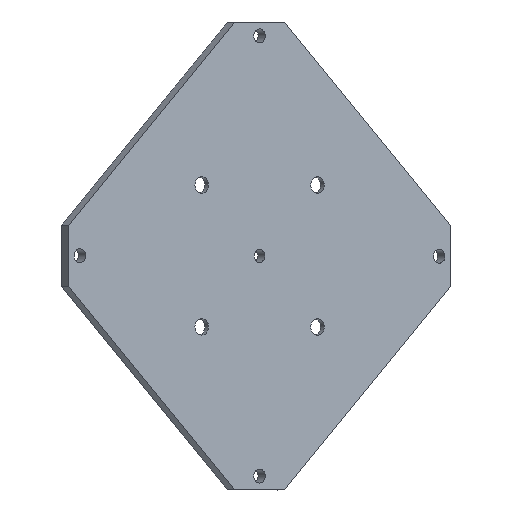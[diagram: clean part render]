
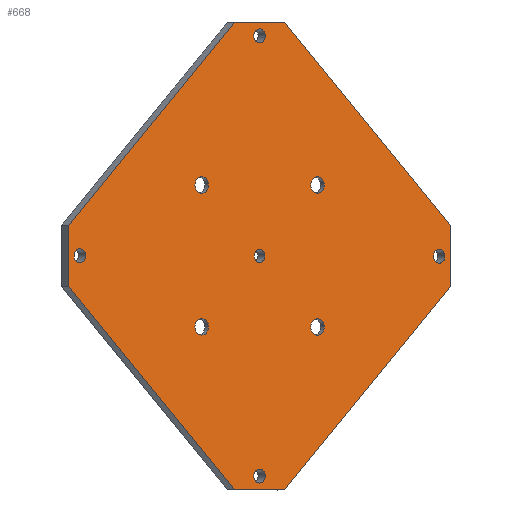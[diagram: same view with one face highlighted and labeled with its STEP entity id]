
A CAD part, top view. The second image highlights one B-rep face of the part: STEP entity #668.
In plain terms, the highlighted planar face has unit normal (0.577, 0, 0.817).
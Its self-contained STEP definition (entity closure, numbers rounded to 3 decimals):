
#70=CARTESIAN_POINT('',(6.351,59.397,-4.491));
#71=VERTEX_POINT('',#70);
#78=CARTESIAN_POINT('',(48.498,7.778,-34.293));
#79=VERTEX_POINT('',#78);
#80=CARTESIAN_POINT('',(6.351,59.397,-4.491));
#81=DIRECTION('',(0.577,-0.707,-0.408));
#82=VECTOR('',#81,73.);
#83=LINE('',#80,#82);
#84=EDGE_CURVE('',#71,#79,#83,.T.);
#110=CARTESIAN_POINT('',(48.498,-7.778,-34.293));
#111=VERTEX_POINT('',#110);
#118=CARTESIAN_POINT('',(6.351,-59.397,-4.491));
#119=VERTEX_POINT('',#118);
#120=CARTESIAN_POINT('',(48.498,-7.778,-34.293));
#121=DIRECTION('',(-0.577,-0.707,0.408));
#122=VECTOR('',#121,73.);
#123=LINE('',#120,#122);
#124=EDGE_CURVE('',#111,#119,#123,.T.);
#140=CARTESIAN_POINT('',(-6.351,-59.397,4.49));
#141=VERTEX_POINT('',#140);
#142=CARTESIAN_POINT('',(-48.498,-7.778,34.292));
#143=VERTEX_POINT('',#142);
#144=CARTESIAN_POINT('',(-6.351,-59.397,4.49));
#145=DIRECTION('',(-0.577,0.707,0.408));
#146=VECTOR('',#145,73.);
#147=LINE('',#144,#146);
#148=EDGE_CURVE('',#141,#143,#147,.T.);
#180=CARTESIAN_POINT('',(1.027,-54.604,-0.726));
#181=VERTEX_POINT('',#180);
#190=CARTESIAN_POINT('',(-1.452,-55.861,1.026));
#191=VERTEX_POINT('',#190);
#192=CARTESIAN_POINT('',(0.,-55.861,0.));
#193=DIRECTION('',(-0.577,0.,-0.817));
#194=DIRECTION('',(-0.817,0.,0.577));
#195=AXIS2_PLACEMENT_3D('',#192,#193,#194);
#196=CIRCLE('',#195,1.778);
#197=EDGE_CURVE('',#191,#181,#196,.T.);
#199=CARTESIAN_POINT('',(0.,-55.861,0.));
#200=DIRECTION('',(-0.577,0.,-0.817));
#201=DIRECTION('',(-0.817,0.,0.577));
#202=AXIS2_PLACEMENT_3D('',#199,#200,#201);
#203=CIRCLE('',#202,1.778);
#204=EDGE_CURVE('',#181,#191,#203,.T.);
#231=CARTESIAN_POINT('',(-44.584,1.257,31.525));
#232=VERTEX_POINT('',#231);
#241=CARTESIAN_POINT('',(-47.063,0.,33.277));
#242=VERTEX_POINT('',#241);
#243=CARTESIAN_POINT('',(-45.611,0.,32.251));
#244=DIRECTION('',(-0.577,0.,-0.817));
#245=DIRECTION('',(-0.817,0.,0.577));
#246=AXIS2_PLACEMENT_3D('',#243,#244,#245);
#247=CIRCLE('',#246,1.778);
#248=EDGE_CURVE('',#242,#232,#247,.T.);
#250=CARTESIAN_POINT('',(-45.611,0.,32.251));
#251=DIRECTION('',(-0.577,0.,-0.817));
#252=DIRECTION('',(-0.817,0.,0.577));
#253=AXIS2_PLACEMENT_3D('',#250,#251,#252);
#254=CIRCLE('',#253,1.778);
#255=EDGE_CURVE('',#232,#242,#254,.T.);
#282=CARTESIAN_POINT('',(1.027,57.119,-0.726));
#283=VERTEX_POINT('',#282);
#292=CARTESIAN_POINT('',(-1.452,55.861,1.026));
#293=VERTEX_POINT('',#292);
#294=CARTESIAN_POINT('',(0.,55.861,0.));
#295=DIRECTION('',(-0.577,0.,-0.817));
#296=DIRECTION('',(-0.817,0.,0.577));
#297=AXIS2_PLACEMENT_3D('',#294,#295,#296);
#298=CIRCLE('',#297,1.778);
#299=EDGE_CURVE('',#293,#283,#298,.T.);
#301=CARTESIAN_POINT('',(0.,55.861,0.));
#302=DIRECTION('',(-0.577,0.,-0.817));
#303=DIRECTION('',(-0.817,0.,0.577));
#304=AXIS2_PLACEMENT_3D('',#301,#302,#303);
#305=CIRCLE('',#304,1.778);
#306=EDGE_CURVE('',#283,#293,#305,.T.);
#333=CARTESIAN_POINT('',(46.637,1.257,-32.978));
#334=VERTEX_POINT('',#333);
#343=CARTESIAN_POINT('',(44.159,-0.,-31.225));
#344=VERTEX_POINT('',#343);
#345=CARTESIAN_POINT('',(45.611,-0.,-32.252));
#346=DIRECTION('',(-0.577,0.,-0.817));
#347=DIRECTION('',(-0.817,0.,0.577));
#348=AXIS2_PLACEMENT_3D('',#345,#346,#347);
#349=CIRCLE('',#348,1.778);
#350=EDGE_CURVE('',#344,#334,#349,.T.);
#352=CARTESIAN_POINT('',(45.611,-0.,-32.252));
#353=DIRECTION('',(-0.577,0.,-0.817));
#354=DIRECTION('',(-0.817,0.,0.577));
#355=AXIS2_PLACEMENT_3D('',#352,#353,#354);
#356=CIRCLE('',#355,1.778);
#357=EDGE_CURVE('',#334,#344,#356,.T.);
#394=CARTESIAN_POINT('',(-48.498,7.778,34.292));
#395=VERTEX_POINT('',#394);
#402=CARTESIAN_POINT('',(-6.351,59.397,4.49));
#403=VERTEX_POINT('',#402);
#404=CARTESIAN_POINT('',(-48.498,7.778,34.292));
#405=DIRECTION('',(0.577,0.707,-0.408));
#406=VECTOR('',#405,73.);
#407=LINE('',#404,#406);
#408=EDGE_CURVE('',#395,#403,#407,.T.);
#526=CARTESIAN_POINT('',(0.,-0.,0.));
#527=DIRECTION('',(-0.577,0.,-0.817));
#528=DIRECTION('',(-0.577,-0.707,0.408));
#529=AXIS2_PLACEMENT_3D('',#526,#527,#528);
#530=PLANE('',#529);
#531=CARTESIAN_POINT('',(-1.327,-0.,0.938));
#532=VERTEX_POINT('',#531);
#533=CARTESIAN_POINT('',(0.,-0.,0.));
#534=DIRECTION('',(-0.577,0.,-0.817));
#535=DIRECTION('',(-0.817,0.,0.577));
#536=AXIS2_PLACEMENT_3D('',#533,#534,#535);
#537=CIRCLE('',#536,1.626);
#538=EDGE_CURVE('',#532,#532,#537,.T.);
#539=ORIENTED_EDGE('',*,*,#538,.T.);
#540=EDGE_LOOP('',(#539));
#541=FACE_BOUND('',#540,.T.);
#542=CARTESIAN_POINT('',(-12.976,18.,9.175));
#543=VERTEX_POINT('',#542);
#544=CARTESIAN_POINT('',(-16.418,18.,11.609));
#545=VERTEX_POINT('',#544);
#546=CARTESIAN_POINT('',(-14.697,18.,10.392));
#547=DIRECTION('',(0.577,-0.,0.817));
#548=DIRECTION('',(-0.817,0.,0.577));
#549=AXIS2_PLACEMENT_3D('',#546,#547,#548);
#550=CIRCLE('',#549,2.108);
#551=EDGE_CURVE('',#543,#545,#550,.T.);
#552=ORIENTED_EDGE('',*,*,#551,.F.);
#553=CARTESIAN_POINT('',(-14.697,18.,10.392));
#554=DIRECTION('',(0.577,-0.,0.817));
#555=DIRECTION('',(-0.817,0.,0.577));
#556=AXIS2_PLACEMENT_3D('',#553,#554,#555);
#557=CIRCLE('',#556,2.108);
#558=EDGE_CURVE('',#545,#543,#557,.T.);
#559=ORIENTED_EDGE('',*,*,#558,.F.);
#560=EDGE_LOOP('',(#552,#559));
#561=FACE_BOUND('',#560,.T.);
#562=CARTESIAN_POINT('',(-12.976,-18.,9.175));
#563=VERTEX_POINT('',#562);
#564=CARTESIAN_POINT('',(-16.418,-18.,11.609));
#565=VERTEX_POINT('',#564);
#566=CARTESIAN_POINT('',(-14.697,-18.,10.392));
#567=DIRECTION('',(0.577,-0.,0.817));
#568=DIRECTION('',(-0.817,0.,0.577));
#569=AXIS2_PLACEMENT_3D('',#566,#567,#568);
#570=CIRCLE('',#569,2.108);
#571=EDGE_CURVE('',#563,#565,#570,.T.);
#572=ORIENTED_EDGE('',*,*,#571,.F.);
#573=CARTESIAN_POINT('',(-14.697,-18.,10.392));
#574=DIRECTION('',(0.577,-0.,0.817));
#575=DIRECTION('',(-0.817,0.,0.577));
#576=AXIS2_PLACEMENT_3D('',#573,#574,#575);
#577=CIRCLE('',#576,2.108);
#578=EDGE_CURVE('',#565,#563,#577,.T.);
#579=ORIENTED_EDGE('',*,*,#578,.F.);
#580=EDGE_LOOP('',(#572,#579));
#581=FACE_BOUND('',#580,.T.);
#582=CARTESIAN_POINT('',(16.418,18.,-11.61));
#583=VERTEX_POINT('',#582);
#584=CARTESIAN_POINT('',(12.976,18.,-9.175));
#585=VERTEX_POINT('',#584);
#586=CARTESIAN_POINT('',(14.697,18.,-10.393));
#587=DIRECTION('',(0.577,-0.,0.817));
#588=DIRECTION('',(-0.817,0.,0.577));
#589=AXIS2_PLACEMENT_3D('',#586,#587,#588);
#590=CIRCLE('',#589,2.108);
#591=EDGE_CURVE('',#583,#585,#590,.T.);
#592=ORIENTED_EDGE('',*,*,#591,.F.);
#593=CARTESIAN_POINT('',(14.697,18.,-10.393));
#594=DIRECTION('',(0.577,-0.,0.817));
#595=DIRECTION('',(-0.817,0.,0.577));
#596=AXIS2_PLACEMENT_3D('',#593,#594,#595);
#597=CIRCLE('',#596,2.108);
#598=EDGE_CURVE('',#585,#583,#597,.T.);
#599=ORIENTED_EDGE('',*,*,#598,.F.);
#600=EDGE_LOOP('',(#592,#599));
#601=FACE_BOUND('',#600,.T.);
#602=CARTESIAN_POINT('',(16.418,-18.,-11.61));
#603=VERTEX_POINT('',#602);
#604=CARTESIAN_POINT('',(12.976,-18.,-9.175));
#605=VERTEX_POINT('',#604);
#606=CARTESIAN_POINT('',(14.697,-18.,-10.393));
#607=DIRECTION('',(0.577,-0.,0.817));
#608=DIRECTION('',(-0.817,0.,0.577));
#609=AXIS2_PLACEMENT_3D('',#606,#607,#608);
#610=CIRCLE('',#609,2.108);
#611=EDGE_CURVE('',#603,#605,#610,.T.);
#612=ORIENTED_EDGE('',*,*,#611,.F.);
#613=CARTESIAN_POINT('',(14.697,-18.,-10.393));
#614=DIRECTION('',(0.577,-0.,0.817));
#615=DIRECTION('',(-0.817,0.,0.577));
#616=AXIS2_PLACEMENT_3D('',#613,#614,#615);
#617=CIRCLE('',#616,2.108);
#618=EDGE_CURVE('',#605,#603,#617,.T.);
#619=ORIENTED_EDGE('',*,*,#618,.F.);
#620=EDGE_LOOP('',(#612,#619));
#621=FACE_BOUND('',#620,.T.);
#622=ORIENTED_EDGE('',*,*,#350,.T.);
#623=ORIENTED_EDGE('',*,*,#357,.T.);
#624=EDGE_LOOP('',(#622,#623));
#625=FACE_BOUND('',#624,.T.);
#626=ORIENTED_EDGE('',*,*,#299,.T.);
#627=ORIENTED_EDGE('',*,*,#306,.T.);
#628=EDGE_LOOP('',(#626,#627));
#629=FACE_BOUND('',#628,.T.);
#630=ORIENTED_EDGE('',*,*,#248,.T.);
#631=ORIENTED_EDGE('',*,*,#255,.T.);
#632=EDGE_LOOP('',(#630,#631));
#633=FACE_BOUND('',#632,.T.);
#634=ORIENTED_EDGE('',*,*,#197,.T.);
#635=ORIENTED_EDGE('',*,*,#204,.T.);
#636=EDGE_LOOP('',(#634,#635));
#637=FACE_BOUND('',#636,.T.);
#638=ORIENTED_EDGE('',*,*,#408,.F.);
#639=CARTESIAN_POINT('',(-48.498,7.778,34.292));
#640=DIRECTION('',(-0.,-1.,0.));
#641=VECTOR('',#640,15.556);
#642=LINE('',#639,#641);
#643=EDGE_CURVE('',#395,#143,#642,.T.);
#644=ORIENTED_EDGE('',*,*,#643,.T.);
#645=ORIENTED_EDGE('',*,*,#148,.F.);
#646=CARTESIAN_POINT('',(-6.351,-59.397,4.49));
#647=DIRECTION('',(0.817,-0.,-0.577));
#648=VECTOR('',#647,15.556);
#649=LINE('',#646,#648);
#650=EDGE_CURVE('',#141,#119,#649,.T.);
#651=ORIENTED_EDGE('',*,*,#650,.T.);
#652=ORIENTED_EDGE('',*,*,#124,.F.);
#653=CARTESIAN_POINT('',(48.498,-7.778,-34.293));
#654=DIRECTION('',(0.,1.,-0.));
#655=VECTOR('',#654,15.556);
#656=LINE('',#653,#655);
#657=EDGE_CURVE('',#111,#79,#656,.T.);
#658=ORIENTED_EDGE('',*,*,#657,.T.);
#659=ORIENTED_EDGE('',*,*,#84,.F.);
#660=CARTESIAN_POINT('',(6.351,59.397,-4.491));
#661=DIRECTION('',(-0.817,-0.,0.577));
#662=VECTOR('',#661,15.556);
#663=LINE('',#660,#662);
#664=EDGE_CURVE('',#71,#403,#663,.T.);
#665=ORIENTED_EDGE('',*,*,#664,.T.);
#666=EDGE_LOOP('',(#638,#644,#645,#651,#652,#658,#659,#665));
#667=FACE_BOUND('',#666,.T.);
#668=ADVANCED_FACE('',(#541,#561,#581,#601,#621,#625,#629,#633,#637,#667),#530,.F.);
